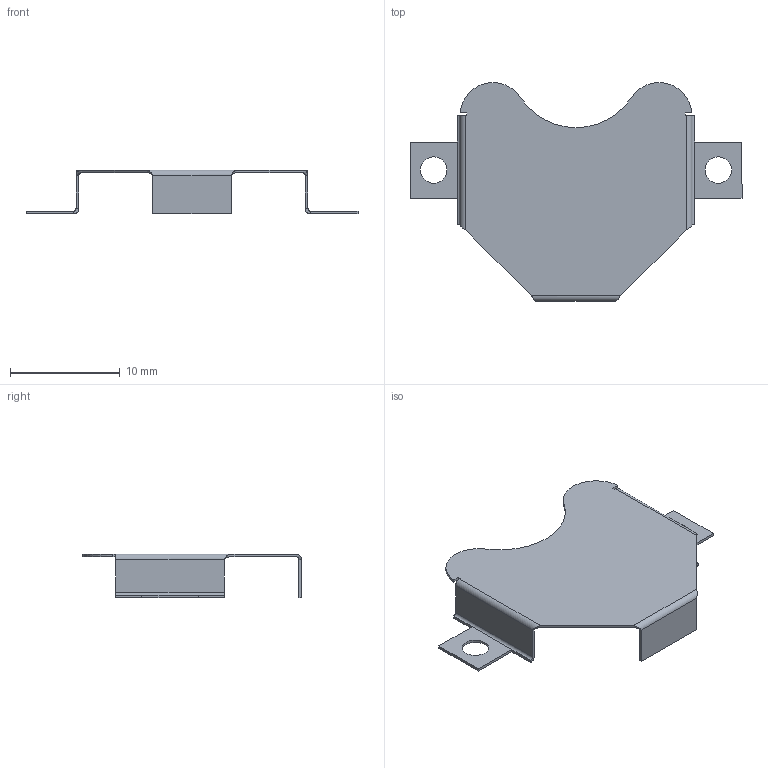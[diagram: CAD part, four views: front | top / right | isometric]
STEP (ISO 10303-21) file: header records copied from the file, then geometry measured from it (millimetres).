
FILE_DESCRIPTION((''),'2;1');
FILE_NAME('KZH20_SMD.stp','2012-04-03T07:44:06',('Thomas'),(''),'Autodesk Inventor 2012','Autodesk Inventor 2012','');
FILE_SCHEMA(('AUTOMOTIVE_DESIGN { 1 0 10303 214 1 1 1 1 }'));
Length unit declared in the file: millimetre
Products named in the file (1): KZH20_SMD
Bounding box: 30.2 x 19.9 x 4 mm (x, y, z)
Volume: 116.2 mm3; surface area: 962.1 mm2
Topology: 1 solids, 1 shells, 62 faces, 144 edges, 84 vertices
Faces by surface type: plane 43, cylinder 15, bspline 4
Full cylindrical faces by diameter (mm): 2.4 x2
Entity records: 1782 total; most frequent: CARTESIAN_POINT 373, ORIENTED_EDGE 284, DIRECTION 274, EDGE_CURVE 142, VECTOR 112, LINE 112, VERTEX_POINT 84, AXIS2_PLACEMENT_3D 81
